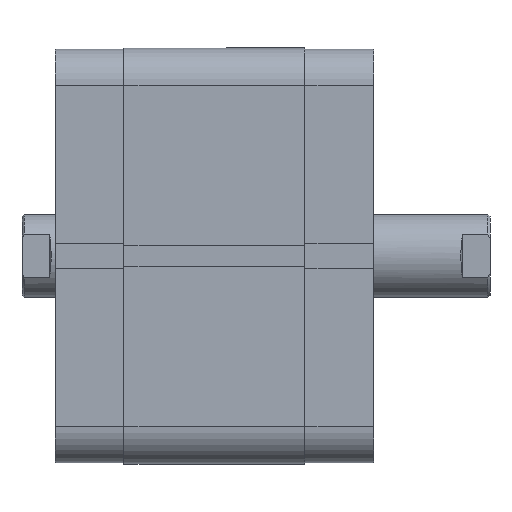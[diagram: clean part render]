
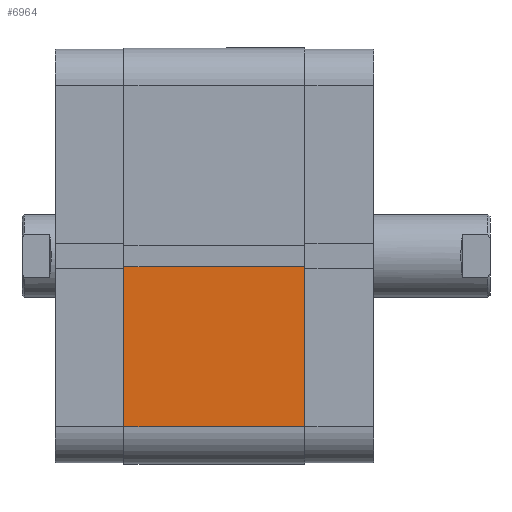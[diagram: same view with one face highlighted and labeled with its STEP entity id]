
A CAD part, front view. The second image highlights one B-rep face of the part: STEP entity #6964.
In plain terms, the highlighted face is planar.
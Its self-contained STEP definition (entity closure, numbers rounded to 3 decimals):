
#5 = LINE ( 'NONE', #4055, #12 ) ;
#12 = VECTOR ( 'NONE', #4056, 1000. ) ;
#104 = LINE ( 'NONE', #4186, #108 ) ;
#108 = VECTOR ( 'NONE', #4187, 1000. ) ;
#297 = FACE_OUTER_BOUND ( 'NONE', #4536, .T. ) ;
#877 = CARTESIAN_POINT ( 'NONE',  ( 50., -41., 43.5 ) ) ;
#878 = CARTESIAN_POINT ( 'NONE',  ( 50., -2.6, 43.5 ) ) ;
#915 = CARTESIAN_POINT ( 'NONE',  ( 50., -2.6, 0. ) ) ;
#916 = CARTESIAN_POINT ( 'NONE',  ( 50., -41., 0. ) ) ;
#1297 = CARTESIAN_POINT ( 'NONE',  ( 50., -2.6, 43.5 ) ) ;
#1298 = PLANE ( 'NONE',  #2874 ) ;
#1300 = DIRECTION ( 'NONE',  ( -1., 0., 0. ) ) ;
#1301 = DIRECTION ( 'NONE',  ( 0., -1., 0. ) ) ;
#2056 = EDGE_CURVE ( 'NONE', #6055, #6094, #5052, .T. ) ;
#2057 = EDGE_CURVE ( 'NONE', #6056, #6093, #5054, .T. ) ;
#2539 = EDGE_CURVE ( 'NONE', #6055, #6056, #5, .T. ) ;
#2597 = EDGE_CURVE ( 'NONE', #6094, #6093, #104, .T. ) ;
#2874 = AXIS2_PLACEMENT_3D ( 'NONE', #1297, #1300, #1301 ) ;
#4055 = CARTESIAN_POINT ( 'NONE',  ( 50., -2.6, 43.5 ) ) ;
#4056 = DIRECTION ( 'NONE',  ( 0., 1., 0. ) ) ;
#4186 = CARTESIAN_POINT ( 'NONE',  ( 50., -2.6, 0. ) ) ;
#4187 = DIRECTION ( 'NONE',  ( 0., 1., 0. ) ) ;
#4536 = EDGE_LOOP ( 'NONE', ( #6384, #6426, #6541, #6545 ) ) ;
#5052 = LINE ( 'NONE', #6200, #5057 ) ;
#5054 = LINE ( 'NONE', #6202, #5059 ) ;
#5057 = VECTOR ( 'NONE', #6203, 1000. ) ;
#5059 = VECTOR ( 'NONE', #6205, 1000. ) ;
#6055 = VERTEX_POINT ( 'NONE', #877 ) ;
#6056 = VERTEX_POINT ( 'NONE', #878 ) ;
#6093 = VERTEX_POINT ( 'NONE', #915 ) ;
#6094 = VERTEX_POINT ( 'NONE', #916 ) ;
#6200 = CARTESIAN_POINT ( 'NONE',  ( 50., -41., 43.5 ) ) ;
#6202 = CARTESIAN_POINT ( 'NONE',  ( 50., -2.6, 43.5 ) ) ;
#6203 = DIRECTION ( 'NONE',  ( 0., 0., -1. ) ) ;
#6205 = DIRECTION ( 'NONE',  ( 0., 0., -1. ) ) ;
#6384 = ORIENTED_EDGE ( 'NONE', *, *, #2597, .T. ) ;
#6426 = ORIENTED_EDGE ( 'NONE', *, *, #2057, .F. ) ;
#6541 = ORIENTED_EDGE ( 'NONE', *, *, #2539, .F. ) ;
#6545 = ORIENTED_EDGE ( 'NONE', *, *, #2056, .T. ) ;
#6964 = ADVANCED_FACE ( 'NONE', ( #297 ), #1298, .F. ) ;
